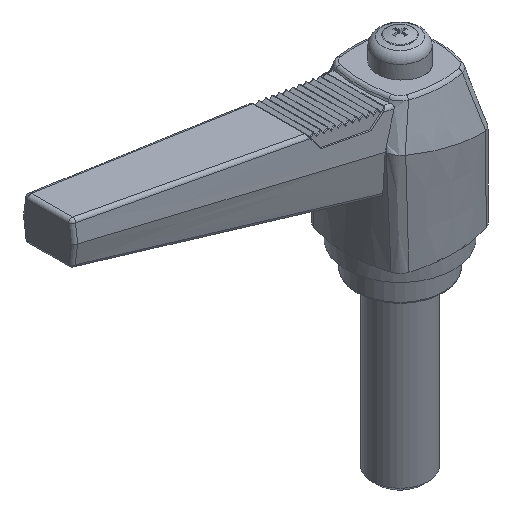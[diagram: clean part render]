
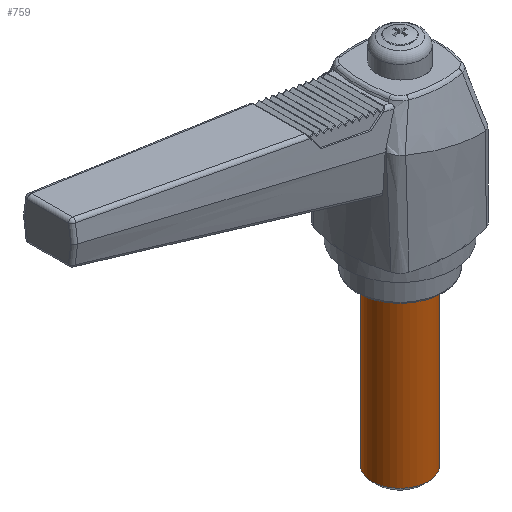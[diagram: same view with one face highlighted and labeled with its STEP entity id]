
A CAD part, isometric view. The second image highlights one B-rep face of the part: STEP entity #759.
In plain terms, the highlighted cylindrical face has radius 8 mm (diameter 16 mm), a full revolution.
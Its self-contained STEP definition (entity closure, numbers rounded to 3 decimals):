
#759 = ADVANCED_FACE( '', ( #1683, #1684 ), #1685, .T. );
#1683 = FACE_OUTER_BOUND( '', #6599, .T. );
#1684 = FACE_OUTER_BOUND( '', #6600, .T. );
#1685 = CYLINDRICAL_SURFACE( '', #6601, 8. );
#6599 = EDGE_LOOP( '', ( #11068 ) );
#6600 = EDGE_LOOP( '', ( #11069 ) );
#6601 = AXIS2_PLACEMENT_3D( '', #11070, #11071, #11072 );
#11068 = ORIENTED_EDGE( '', *, *, #12836, .F. );
#11069 = ORIENTED_EDGE( '', *, *, #12214, .T. );
#11070 = CARTESIAN_POINT( '', ( 0., 0., -4.35 ) );
#11071 = DIRECTION( '', ( 0., 0., -1. ) );
#11072 = DIRECTION( '', ( 0., -1., 0. ) );
#12214 = EDGE_CURVE( '', #13388, #13388, #13389, .T. );
#12836 = EDGE_CURVE( '', #14288, #14288, #14289, .F. );
#13388 = VERTEX_POINT( '', #15305 );
#13389 = CIRCLE( '', #15306, 8. );
#14288 = VERTEX_POINT( '', #17731 );
#14289 = CIRCLE( '', #17732, 8. );
#15305 = CARTESIAN_POINT( '', ( 0., -8., -60. ) );
#15306 = AXIS2_PLACEMENT_3D( '', #18910, #18911, #18912 );
#17731 = CARTESIAN_POINT( '', ( -8., 0., -11.093 ) );
#17732 = AXIS2_PLACEMENT_3D( '', #19714, #19715, #19716 );
#18910 = CARTESIAN_POINT( '', ( 0., 0., -60. ) );
#18911 = DIRECTION( '', ( 0., 0., 1. ) );
#18912 = DIRECTION( '', ( 0., -1., 0. ) );
#19714 = CARTESIAN_POINT( '', ( 0., 0., -11.093 ) );
#19715 = DIRECTION( '', ( 0., 0., -1. ) );
#19716 = DIRECTION( '', ( -1., 0., 0. ) );
